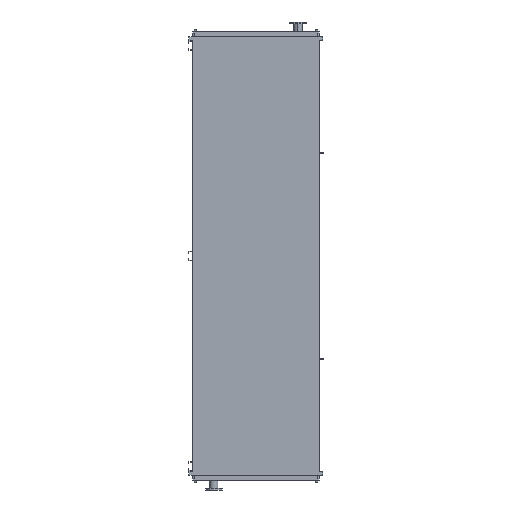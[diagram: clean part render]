
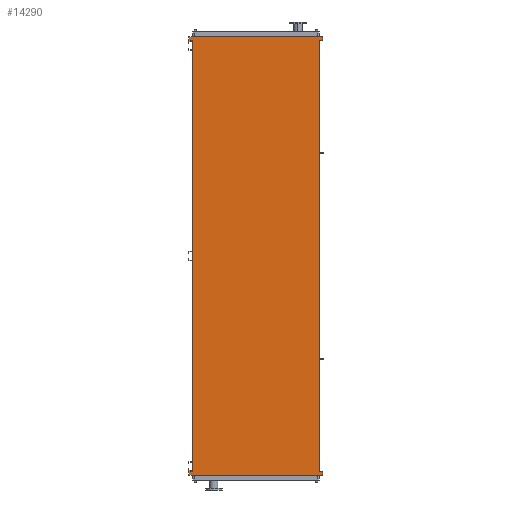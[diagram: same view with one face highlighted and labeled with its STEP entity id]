
A CAD part, front view. The second image highlights one B-rep face of the part: STEP entity #14290.
In plain terms, the highlighted planar face has unit normal (0, -1, 0).
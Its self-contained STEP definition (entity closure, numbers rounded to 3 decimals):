
#104 = LINE ( 'NONE', #4407, #12929 ) ;
#393 = CARTESIAN_POINT ( 'NONE',  ( -891., 0., -5745. ) ) ;
#425 = EDGE_LOOP ( 'NONE', ( #1236, #14499, #1632, #1936, #5733, #13079, #4932, #5014, #5322, #11960, #10526, #11320 ) ) ;
#503 = VERTEX_POINT ( 'NONE', #7941 ) ;
#587 = VECTOR ( 'NONE', #11014, 1000. ) ;
#934 = CARTESIAN_POINT ( 'NONE',  ( 891., 0., 95. ) ) ;
#1116 = CARTESIAN_POINT ( 'NONE',  ( -891., 0., -5693. ) ) ;
#1236 = ORIENTED_EDGE ( 'NONE', *, *, #14091, .T. ) ;
#1371 = DIRECTION ( 'NONE',  ( 1., 0., 0. ) ) ;
#1374 = DIRECTION ( 'NONE',  ( -1., 0., 0. ) ) ;
#1632 = ORIENTED_EDGE ( 'NONE', *, *, #8948, .F. ) ;
#1701 = CARTESIAN_POINT ( 'NONE',  ( 891., 0., 43. ) ) ;
#1806 = EDGE_CURVE ( 'NONE', #12931, #11522, #7368, .T. ) ;
#1936 = ORIENTED_EDGE ( 'NONE', *, *, #15392, .F. ) ;
#2013 = VECTOR ( 'NONE', #1371, 1000. ) ;
#2170 = VECTOR ( 'NONE', #1374, 1000. ) ;
#2278 = LINE ( 'NONE', #1116, #14694 ) ;
#2324 = DIRECTION ( 'NONE',  ( 0., 0., -1. ) ) ;
#2396 = CARTESIAN_POINT ( 'NONE',  ( -845., 0., -5650. ) ) ;
#2470 = CARTESIAN_POINT ( 'NONE',  ( -891., 0., 43. ) ) ;
#2730 = DIRECTION ( 'NONE',  ( 0., 0., 1. ) ) ;
#3046 = EDGE_CURVE ( 'NONE', #12583, #10992, #15141, .T. ) ;
#3105 = DIRECTION ( 'NONE',  ( 1., 0., 0. ) ) ;
#3245 = DIRECTION ( 'NONE',  ( -1., 0., 0. ) ) ;
#3754 = CARTESIAN_POINT ( 'NONE',  ( 845., 0., -5693. ) ) ;
#3953 = DIRECTION ( 'NONE',  ( 0., 0., -1. ) ) ;
#3986 = CARTESIAN_POINT ( 'NONE',  ( -891., 0., -5693. ) ) ;
#4141 = CARTESIAN_POINT ( 'NONE',  ( -891., 0., 95. ) ) ;
#4407 = CARTESIAN_POINT ( 'NONE',  ( 845., 0., -5650. ) ) ;
#4932 = ORIENTED_EDGE ( 'NONE', *, *, #13704, .F. ) ;
#5014 = ORIENTED_EDGE ( 'NONE', *, *, #5419, .F. ) ;
#5322 = ORIENTED_EDGE ( 'NONE', *, *, #14052, .F. ) ;
#5419 = EDGE_CURVE ( 'NONE', #8027, #11620, #2278, .T. ) ;
#5733 = ORIENTED_EDGE ( 'NONE', *, *, #13839, .F. ) ;
#5782 = DIRECTION ( 'NONE',  ( 0., 0., 1. ) ) ;
#6080 = LINE ( 'NONE', #10200, #9738 ) ;
#6085 = DIRECTION ( 'NONE',  ( 1., 0., 0. ) ) ;
#6386 = DIRECTION ( 'NONE',  ( 0., 0., 1. ) ) ;
#6709 = VECTOR ( 'NONE', #3245, 1000. ) ;
#6867 = LINE ( 'NONE', #13019, #9451 ) ;
#6884 = CARTESIAN_POINT ( 'NONE',  ( 891., 0., -5693. ) ) ;
#6891 = DIRECTION ( 'NONE',  ( 0., 0., -1. ) ) ;
#7029 = LINE ( 'NONE', #11537, #12686 ) ;
#7065 = CARTESIAN_POINT ( 'NONE',  ( -845., 0., 43. ) ) ;
#7141 = DIRECTION ( 'NONE',  ( 0., -1., 0. ) ) ;
#7205 = CARTESIAN_POINT ( 'NONE',  ( 891., 0., -5745. ) ) ;
#7368 = LINE ( 'NONE', #2470, #2170 ) ;
#7522 = VECTOR ( 'NONE', #3953, 1000. ) ;
#7562 = LINE ( 'NONE', #8089, #6709 ) ;
#7673 = VERTEX_POINT ( 'NONE', #13073 ) ;
#7941 = CARTESIAN_POINT ( 'NONE',  ( 845., 0., 43. ) ) ;
#8027 = VERTEX_POINT ( 'NONE', #3986 ) ;
#8073 = VERTEX_POINT ( 'NONE', #4141 ) ;
#8089 = CARTESIAN_POINT ( 'NONE',  ( 845., 0., 43. ) ) ;
#8264 = LINE ( 'NONE', #1701, #7522 ) ;
#8630 = CARTESIAN_POINT ( 'NONE',  ( 891., 0., 43. ) ) ;
#8948 = EDGE_CURVE ( 'NONE', #7673, #10087, #8264, .T. ) ;
#9160 = CARTESIAN_POINT ( 'NONE',  ( 891., 0., -5693. ) ) ;
#9451 = VECTOR ( 'NONE', #5782, 1000. ) ;
#9566 = FACE_OUTER_BOUND ( 'NONE', #425, .T. ) ;
#9627 = LINE ( 'NONE', #7205, #587 ) ;
#9738 = VECTOR ( 'NONE', #3105, 1000. ) ;
#9830 = VERTEX_POINT ( 'NONE', #3754 ) ;
#10087 = VERTEX_POINT ( 'NONE', #8630 ) ;
#10200 = CARTESIAN_POINT ( 'NONE',  ( 845., 0., -5693. ) ) ;
#10526 = ORIENTED_EDGE ( 'NONE', *, *, #3046, .F. ) ;
#10675 = EDGE_CURVE ( 'NONE', #10992, #15030, #9627, .T. ) ;
#10992 = VERTEX_POINT ( 'NONE', #14112 ) ;
#11014 = DIRECTION ( 'NONE',  ( -1., 0., 0. ) ) ;
#11320 = ORIENTED_EDGE ( 'NONE', *, *, #15302, .F. ) ;
#11377 = CARTESIAN_POINT ( 'NONE',  ( -891., 0., -5745. ) ) ;
#11522 = VERTEX_POINT ( 'NONE', #14591 ) ;
#11537 = CARTESIAN_POINT ( 'NONE',  ( -891., 0., 95. ) ) ;
#11620 = VERTEX_POINT ( 'NONE', #13579 ) ;
#11627 = VECTOR ( 'NONE', #6891, 1000. ) ;
#11960 = ORIENTED_EDGE ( 'NONE', *, *, #10675, .F. ) ;
#12178 = VECTOR ( 'NONE', #2730, 1000. ) ;
#12583 = VERTEX_POINT ( 'NONE', #6884 ) ;
#12686 = VECTOR ( 'NONE', #15118, 1000. ) ;
#12929 = VECTOR ( 'NONE', #6386, 1000. ) ;
#12931 = VERTEX_POINT ( 'NONE', #7065 ) ;
#13019 = CARTESIAN_POINT ( 'NONE',  ( -845., 0., -5650. ) ) ;
#13073 = CARTESIAN_POINT ( 'NONE',  ( 891., 0., 95. ) ) ;
#13079 = ORIENTED_EDGE ( 'NONE', *, *, #1806, .F. ) ;
#13284 = LINE ( 'NONE', #934, #2013 ) ;
#13324 = LINE ( 'NONE', #393, #12178 ) ;
#13579 = CARTESIAN_POINT ( 'NONE',  ( -845., 0., -5693. ) ) ;
#13704 = EDGE_CURVE ( 'NONE', #11620, #12931, #6867, .T. ) ;
#13839 = EDGE_CURVE ( 'NONE', #11522, #8073, #7029, .T. ) ;
#13926 = AXIS2_PLACEMENT_3D ( 'NONE', #2396, #7141, #2324 ) ;
#14052 = EDGE_CURVE ( 'NONE', #15030, #8027, #13324, .T. ) ;
#14091 = EDGE_CURVE ( 'NONE', #9830, #503, #104, .T. ) ;
#14112 = CARTESIAN_POINT ( 'NONE',  ( 891., 0., -5745. ) ) ;
#14158 = EDGE_CURVE ( 'NONE', #10087, #503, #7562, .T. ) ;
#14228 = PLANE ( 'NONE',  #13926 ) ;
#14290 = ADVANCED_FACE ( 'NONE', ( #9566 ), #14228, .T. ) ;
#14499 = ORIENTED_EDGE ( 'NONE', *, *, #14158, .F. ) ;
#14591 = CARTESIAN_POINT ( 'NONE',  ( -891., 0., 43. ) ) ;
#14694 = VECTOR ( 'NONE', #6085, 1000. ) ;
#15030 = VERTEX_POINT ( 'NONE', #11377 ) ;
#15118 = DIRECTION ( 'NONE',  ( 0., 0., 1. ) ) ;
#15141 = LINE ( 'NONE', #9160, #11627 ) ;
#15302 = EDGE_CURVE ( 'NONE', #9830, #12583, #6080, .T. ) ;
#15392 = EDGE_CURVE ( 'NONE', #8073, #7673, #13284, .T. ) ;
